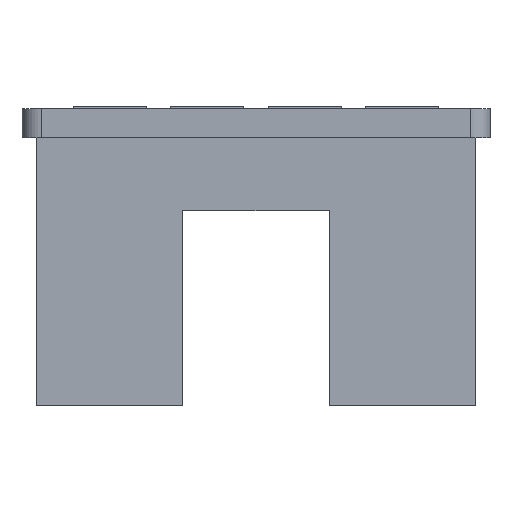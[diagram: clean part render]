
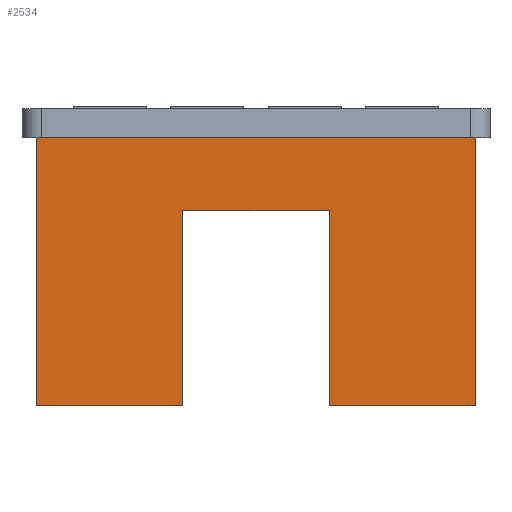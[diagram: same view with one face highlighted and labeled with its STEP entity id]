
A CAD part, front view. The second image highlights one B-rep face of the part: STEP entity #2534.
In plain terms, the highlighted planar face has unit normal (0, -1, 0).
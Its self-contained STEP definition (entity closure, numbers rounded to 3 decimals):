
#1754=CARTESIAN_POINT('',(60.,-45.,40.));
#1755=VERTEX_POINT('',#1754);
#1762=CARTESIAN_POINT('',(30.,-45.,40.));
#1763=VERTEX_POINT('',#1762);
#1764=CARTESIAN_POINT('',(30.,-45.,40.));
#1765=DIRECTION('',(1.0,0.0,0.0));
#1766=VECTOR('',#1765,30.0);
#1767=LINE('',#1764,#1766);
#1768=EDGE_CURVE('',#1763,#1755,#1767,.T.);
#1793=CARTESIAN_POINT('',(30.,-45.,0.0));
#1794=VERTEX_POINT('',#1793);
#1795=CARTESIAN_POINT('',(30.,-45.,0.0));
#1796=DIRECTION('',(0.0,0.0,1.0));
#1797=VECTOR('',#1796,40.);
#1798=LINE('',#1795,#1797);
#1799=EDGE_CURVE('',#1794,#1763,#1798,.T.);
#1823=CARTESIAN_POINT('',(60.,-45.,0.0));
#1824=VERTEX_POINT('',#1823);
#1831=CARTESIAN_POINT('',(60.,-45.,40.));
#1832=DIRECTION('',(0.0,0.0,-1.0));
#1833=VECTOR('',#1832,40.);
#1834=LINE('',#1831,#1833);
#1835=EDGE_CURVE('',#1755,#1824,#1834,.T.);
#1896=CARTESIAN_POINT('',(0.,-45.,0.0));
#1897=VERTEX_POINT('',#1896);
#1898=CARTESIAN_POINT('',(0.,-45.,0.0));
#1899=DIRECTION('',(1.0,0.0,0.0));
#1900=VECTOR('',#1899,30.);
#1901=LINE('',#1898,#1900);
#1902=EDGE_CURVE('',#1897,#1794,#1901,.T.);
#2049=CARTESIAN_POINT('',(90.0,-45.,0.0));
#2050=VERTEX_POINT('',#2049);
#2057=CARTESIAN_POINT('',(60.,-45.,0.0));
#2058=DIRECTION('',(1.0,0.0,0.0));
#2059=VECTOR('',#2058,30.);
#2060=LINE('',#2057,#2059);
#2061=EDGE_CURVE('',#1824,#2050,#2060,.T.);
#2207=CARTESIAN_POINT('',(90.0,-45.,55.));
#2208=VERTEX_POINT('',#2207);
#2215=CARTESIAN_POINT('',(90.0,-45.,0.0));
#2216=DIRECTION('',(0.0,0.0,1.0));
#2217=VECTOR('',#2216,55.);
#2218=LINE('',#2215,#2217);
#2219=EDGE_CURVE('',#2050,#2208,#2218,.T.);
#2387=CARTESIAN_POINT('',(0.,-45.,55.));
#2388=VERTEX_POINT('',#2387);
#2395=CARTESIAN_POINT('',(90.0,-45.,55.));
#2396=DIRECTION('',(-1.0,0.0,0.0));
#2397=VECTOR('',#2396,90.);
#2398=LINE('',#2395,#2397);
#2399=EDGE_CURVE('',#2208,#2388,#2398,.T.);
#2514=CARTESIAN_POINT('',(90.0,-45.,-27.));
#2515=DIRECTION('',(0.0,-1.0,0.0));
#2516=DIRECTION('',(0.0,0.0,-1.0));
#2517=AXIS2_PLACEMENT_3D('',#2514,#2515,#2516);
#2518=PLANE('',#2517);
#2519=ORIENTED_EDGE('',*,*,#1835,.T.);
#2520=ORIENTED_EDGE('',*,*,#2061,.T.);
#2521=ORIENTED_EDGE('',*,*,#2219,.T.);
#2522=ORIENTED_EDGE('',*,*,#2399,.T.);
#2523=CARTESIAN_POINT('',(0.,-45.,0.0));
#2524=DIRECTION('',(0.0,0.0,1.0));
#2525=VECTOR('',#2524,55.);
#2526=LINE('',#2523,#2525);
#2527=EDGE_CURVE('',#1897,#2388,#2526,.T.);
#2528=ORIENTED_EDGE('',*,*,#2527,.F.);
#2529=ORIENTED_EDGE('',*,*,#1902,.T.);
#2530=ORIENTED_EDGE('',*,*,#1799,.T.);
#2531=ORIENTED_EDGE('',*,*,#1768,.T.);
#2532=EDGE_LOOP('',(#2519,#2520,#2521,#2522,#2528,#2529,#2530,#2531));
#2533=FACE_OUTER_BOUND('',#2532,.T.);
#2534=ADVANCED_FACE('',(#2533),#2518,.T.);
